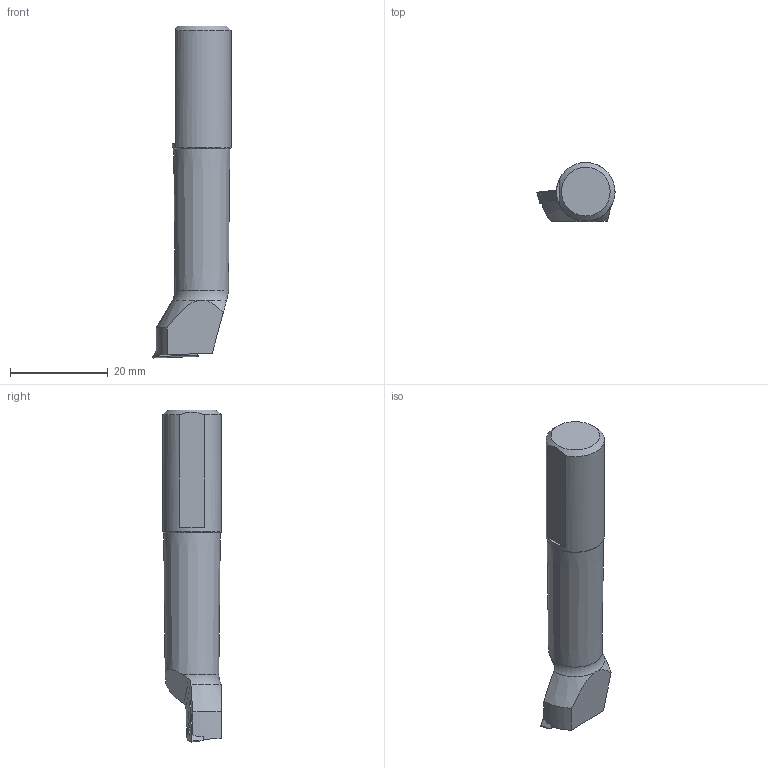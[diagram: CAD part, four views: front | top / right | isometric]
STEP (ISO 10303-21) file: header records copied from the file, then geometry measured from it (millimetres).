
FILE_DESCRIPTION(/* description */ (''),/* implementation_level */ '2;1');
FILE_NAME(/* name */ '1558085405685.stp',/* time_stamp */ '2019-05-17T11:30:09+02:00',/* author */ (''),/* organization */ ('SMS'),/* preprocessor_version */ 'ST-DEVELOPER v15',/* originating_system */ 'SIEMENS PLM Software NX 8.5',/* authorisation */ '');
FILE_SCHEMA (('AUTOMOTIVE_DESIGN { 1 0 10303 214 3 1 1 1 }'));
Length unit declared in the file: millimetre
Products named in the file (4): ASSEMBLY_CONSTRUCTION; IsoTurningInsert; 202248244mod000_00; 111155934mod000_01
Assembly tree (3 placements, depth 2):
  111155934mod000_01
    202248244mod000_00
    IsoTurningInsert
    ASSEMBLY_CONSTRUCTION
Bounding box: 16 x 12 x 68.05 mm (x, y, z)
Volume: 6732.3 mm3; surface area: 2818.1 mm2
Topology: 2 solids, 2 shells, 39 faces, 99 edges, 69 vertices
Faces by surface type: plane 18, cone 9, cylinder 6, torus 6
Full cylindrical faces by diameter (mm): 2.5 x2, 12 x1
Entity records: 1277 total; most frequent: CARTESIAN_POINT 260, DIRECTION 196, ORIENTED_EDGE 154, AXIS2_PLACEMENT_3D 81, EDGE_CURVE 77, VERTEX_POINT 56, EDGE_LOOP 55, ADVANCED_FACE 39
